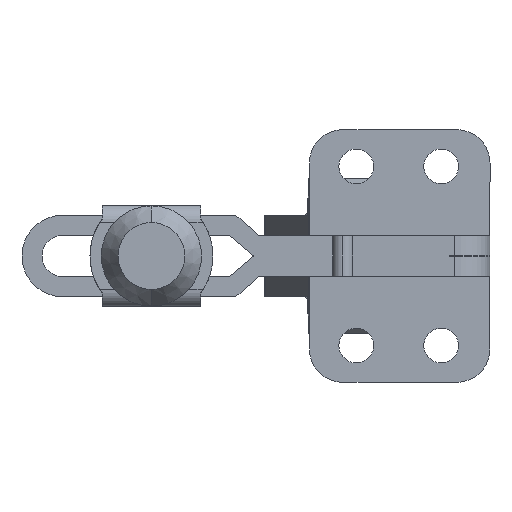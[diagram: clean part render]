
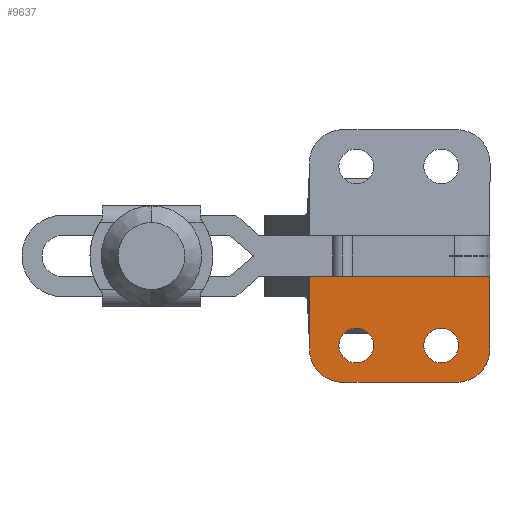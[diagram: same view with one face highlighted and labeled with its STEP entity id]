
A CAD part, front view. The second image highlights one B-rep face of the part: STEP entity #9637.
In plain terms, the highlighted planar face has unit normal (0, -1, 0).
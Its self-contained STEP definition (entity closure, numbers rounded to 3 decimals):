
#289 = CARTESIAN_POINT ( 'NONE',  ( -26.99, 0., -16.9 ) ) ;
#530 = CARTESIAN_POINT ( 'NONE',  ( -4.99, 0., -21.9 ) ) ;
#796 = FACE_BOUND ( 'NONE', #10810, .T. ) ;
#806 = DIRECTION ( 'NONE',  ( -1., 0., 0. ) ) ;
#901 = CARTESIAN_POINT ( 'NONE',  ( -21.99, 0., -21.9 ) ) ;
#919 = CARTESIAN_POINT ( 'NONE',  ( 0.01, 0., -6. ) ) ;
#1445 = VERTEX_POINT ( 'NONE', #9730 ) ;
#1530 = VERTEX_POINT ( 'NONE', #1847 ) ;
#1765 = EDGE_CURVE ( 'NONE', #6977, #9216, #4167, .T. ) ;
#1797 = CARTESIAN_POINT ( 'NONE',  ( -7.29, 0., -16.4 ) ) ;
#1847 = CARTESIAN_POINT ( 'NONE',  ( -4.69, 0., -16.4 ) ) ;
#2061 = VERTEX_POINT ( 'NONE', #289 ) ;
#2082 = ORIENTED_EDGE ( 'NONE', *, *, #6620, .F. ) ;
#2128 = CARTESIAN_POINT ( 'NONE',  ( -19.99, 0., -16.4 ) ) ;
#2420 = LINE ( 'NONE', #11024, #7198 ) ;
#2653 = DIRECTION ( 'NONE',  ( 0., 1., 0. ) ) ;
#2961 = VERTEX_POINT ( 'NONE', #901 ) ;
#3424 = DIRECTION ( 'NONE',  ( 0., 1., 0. ) ) ;
#3607 = EDGE_CURVE ( 'NONE', #4720, #1530, #9557, .T. ) ;
#3631 = CARTESIAN_POINT ( 'NONE',  ( -4.99, 0., -21.9 ) ) ;
#3663 = ORIENTED_EDGE ( 'NONE', *, *, #7437, .F. ) ;
#3856 = ORIENTED_EDGE ( 'NONE', *, *, #3607, .T. ) ;
#4035 = CARTESIAN_POINT ( 'NONE',  ( 0.01, 0., -16.9 ) ) ;
#4045 = AXIS2_PLACEMENT_3D ( 'NONE', #11460, #11448, #11412 ) ;
#4167 = CIRCLE ( 'NONE', #10031, 2.6 ) ;
#4234 = AXIS2_PLACEMENT_3D ( 'NONE', #9795, #3424, #7124 ) ;
#4255 = AXIS2_PLACEMENT_3D ( 'NONE', #7493, #10945, #9133 ) ;
#4418 = EDGE_CURVE ( 'NONE', #4833, #7368, #5467, .T. ) ;
#4438 = DIRECTION ( 'NONE',  ( -1., 0., 0. ) ) ;
#4491 = CIRCLE ( 'NONE', #4045, 5. ) ;
#4529 = DIRECTION ( 'NONE',  ( 0., 1., 0. ) ) ;
#4548 = CARTESIAN_POINT ( 'NONE',  ( -19.99, 0., -16.4 ) ) ;
#4556 = ORIENTED_EDGE ( 'NONE', *, *, #8287, .T. ) ;
#4651 = DIRECTION ( 'NONE',  ( -1., 0., 0. ) ) ;
#4720 = VERTEX_POINT ( 'NONE', #8836 ) ;
#4833 = VERTEX_POINT ( 'NONE', #4035 ) ;
#4963 = VECTOR ( 'NONE', #10774, 1000. ) ;
#5036 = EDGE_CURVE ( 'NONE', #4833, #9035, #5835, .T. ) ;
#5115 = ORIENTED_EDGE ( 'NONE', *, *, #4418, .T. ) ;
#5151 = CARTESIAN_POINT ( 'NONE',  ( 0.01, 0., -6. ) ) ;
#5234 = DIRECTION ( 'NONE',  ( 1., 0., 0. ) ) ;
#5467 = LINE ( 'NONE', #7003, #4963 ) ;
#5554 = VECTOR ( 'NONE', #806, 1000. ) ;
#5566 = EDGE_LOOP ( 'NONE', ( #6405, #11192 ) ) ;
#5649 = EDGE_CURVE ( 'NONE', #9035, #2961, #8193, .T. ) ;
#5835 = CIRCLE ( 'NONE', #4234, 5. ) ;
#6195 = LINE ( 'NONE', #5151, #6480 ) ;
#6405 = ORIENTED_EDGE ( 'NONE', *, *, #7106, .T. ) ;
#6480 = VECTOR ( 'NONE', #5234, 1000. ) ;
#6620 = EDGE_CURVE ( 'NONE', #2061, #1445, #2420, .T. ) ;
#6651 = CARTESIAN_POINT ( 'NONE',  ( -22.59, 0., -16.4 ) ) ;
#6749 = DIRECTION ( 'NONE',  ( 0., 1., 0. ) ) ;
#6977 = VERTEX_POINT ( 'NONE', #6651 ) ;
#7003 = CARTESIAN_POINT ( 'NONE',  ( 0.01, 0., -9. ) ) ;
#7098 = DIRECTION ( 'NONE',  ( -1., 0., 0. ) ) ;
#7106 = EDGE_CURVE ( 'NONE', #9216, #6977, #9243, .T. ) ;
#7124 = DIRECTION ( 'NONE',  ( -1., 0., 0. ) ) ;
#7153 = CARTESIAN_POINT ( 'NONE',  ( 0.01, 0., -9. ) ) ;
#7194 = PLANE ( 'NONE',  #8574 ) ;
#7198 = VECTOR ( 'NONE', #11038, 1000. ) ;
#7212 = ORIENTED_EDGE ( 'NONE', *, *, #5649, .F. ) ;
#7368 = VERTEX_POINT ( 'NONE', #919 ) ;
#7437 = EDGE_CURVE ( 'NONE', #2961, #2061, #4491, .T. ) ;
#7493 = CARTESIAN_POINT ( 'NONE',  ( -7.29, 0., -16.4 ) ) ;
#7513 = AXIS2_PLACEMENT_3D ( 'NONE', #4548, #4529, #4438 ) ;
#7750 = AXIS2_PLACEMENT_3D ( 'NONE', #1797, #2653, #4651 ) ;
#7764 = FACE_BOUND ( 'NONE', #5566, .T. ) ;
#7886 = DIRECTION ( 'NONE',  ( 0., 1., 0. ) ) ;
#8032 = FACE_OUTER_BOUND ( 'NONE', #10010, .T. ) ;
#8193 = LINE ( 'NONE', #530, #5554 ) ;
#8281 = ORIENTED_EDGE ( 'NONE', *, *, #5036, .F. ) ;
#8287 = EDGE_CURVE ( 'NONE', #1530, #4720, #10550, .T. ) ;
#8574 = AXIS2_PLACEMENT_3D ( 'NONE', #7153, #6749, #7098 ) ;
#8604 = DIRECTION ( 'NONE',  ( -1., 0., 0. ) ) ;
#8836 = CARTESIAN_POINT ( 'NONE',  ( -9.89, 0., -16.4 ) ) ;
#9035 = VERTEX_POINT ( 'NONE', #3631 ) ;
#9133 = DIRECTION ( 'NONE',  ( -1., 0., 0. ) ) ;
#9216 = VERTEX_POINT ( 'NONE', #11121 ) ;
#9243 = CIRCLE ( 'NONE', #7513, 2.6 ) ;
#9557 = CIRCLE ( 'NONE', #4255, 2.6 ) ;
#9637 = ADVANCED_FACE ( 'NONE', ( #796, #7764, #8032 ), #7194, .F. ) ;
#9730 = CARTESIAN_POINT ( 'NONE',  ( -26.99, 0., -6. ) ) ;
#9795 = CARTESIAN_POINT ( 'NONE',  ( -4.99, 0., -16.9 ) ) ;
#9967 = ORIENTED_EDGE ( 'NONE', *, *, #10507, .F. ) ;
#10010 = EDGE_LOOP ( 'NONE', ( #9967, #2082, #3663, #7212, #8281, #5115 ) ) ;
#10031 = AXIS2_PLACEMENT_3D ( 'NONE', #2128, #7886, #8604 ) ;
#10507 = EDGE_CURVE ( 'NONE', #1445, #7368, #6195, .T. ) ;
#10550 = CIRCLE ( 'NONE', #7750, 2.6 ) ;
#10774 = DIRECTION ( 'NONE',  ( 0., 0., 1. ) ) ;
#10810 = EDGE_LOOP ( 'NONE', ( #4556, #3856 ) ) ;
#10945 = DIRECTION ( 'NONE',  ( 0., 1., 0. ) ) ;
#11024 = CARTESIAN_POINT ( 'NONE',  ( -26.99, 0., -9. ) ) ;
#11038 = DIRECTION ( 'NONE',  ( 0., 0., 1. ) ) ;
#11121 = CARTESIAN_POINT ( 'NONE',  ( -17.39, 0., -16.4 ) ) ;
#11192 = ORIENTED_EDGE ( 'NONE', *, *, #1765, .T. ) ;
#11412 = DIRECTION ( 'NONE',  ( -1., 0., 0. ) ) ;
#11448 = DIRECTION ( 'NONE',  ( 0., 1., 0. ) ) ;
#11460 = CARTESIAN_POINT ( 'NONE',  ( -21.99, 0., -16.9 ) ) ;
